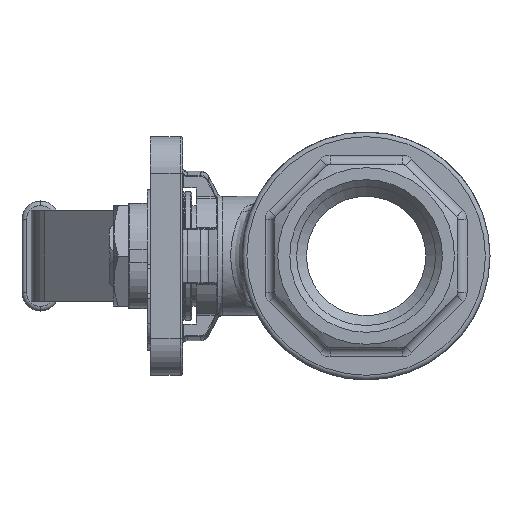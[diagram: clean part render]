
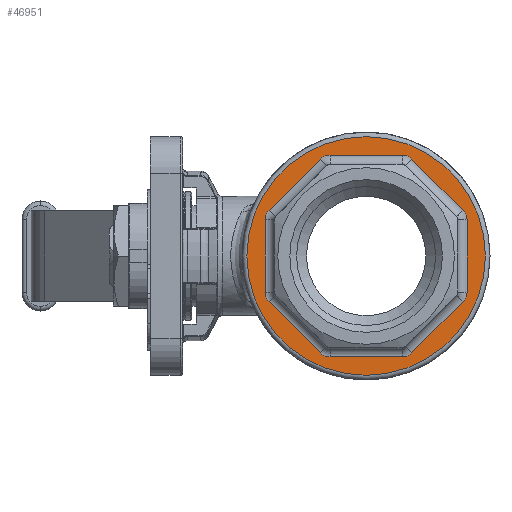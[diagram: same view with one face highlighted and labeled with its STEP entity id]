
A CAD part, left-side view. The second image highlights one B-rep face of the part: STEP entity #46951.
In plain terms, the highlighted planar face has unit normal (-1, 0, 0).
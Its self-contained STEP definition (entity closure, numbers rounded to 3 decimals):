
#14 = AXIS2_PLACEMENT_3D ( 'NONE', #42336, #42338, #42340 ) ;
#35 = AXIS2_PLACEMENT_3D ( 'NONE', #11336, #11337, #11338 ) ;
#299 = CIRCLE ( 'NONE', #3409, 3. ) ;
#660 = CIRCLE ( 'NONE', #3357, 3. ) ;
#2949 = CARTESIAN_POINT ( 'NONE',  ( -24.5, 7.87, 19. ) ) ;
#2950 = DIRECTION ( 'NONE',  ( 1., 0., 0. ) ) ;
#2952 = DIRECTION ( 'NONE',  ( 0., 0., -1. ) ) ;
#3357 = AXIS2_PLACEMENT_3D ( 'NONE', #42644, #42277, #42502 ) ;
#3409 = AXIS2_PLACEMENT_3D ( 'NONE', #35827, #35663, #35018 ) ;
#6248 = EDGE_LOOP ( 'NONE', ( #43142, #43277, #43211, #43429, #43192, #43146, #43052, #43284, #42996, #43574, #43346, #43335, #42941, #43190, #43350, #42990 ) ) ;
#6252 = EDGE_LOOP ( 'NONE', ( #43552 ) ) ;
#6577 = VERTEX_POINT ( 'NONE', #47927 ) ;
#6580 = VERTEX_POINT ( 'NONE', #47930 ) ;
#6582 = VERTEX_POINT ( 'NONE', #47933 ) ;
#6589 = VERTEX_POINT ( 'NONE', #47947 ) ;
#6590 = VERTEX_POINT ( 'NONE', #47949 ) ;
#6593 = VERTEX_POINT ( 'NONE', #47954 ) ;
#6596 = VERTEX_POINT ( 'NONE', #47958 ) ;
#6598 = VERTEX_POINT ( 'NONE', #47961 ) ;
#6599 = VERTEX_POINT ( 'NONE', #47963 ) ;
#6618 = VERTEX_POINT ( 'NONE', #47997 ) ;
#6619 = VERTEX_POINT ( 'NONE', #47999 ) ;
#6630 = VERTEX_POINT ( 'NONE', #48021 ) ;
#6637 = VERTEX_POINT ( 'NONE', #48033 ) ;
#6653 = VERTEX_POINT ( 'NONE', #48063 ) ;
#6661 = VERTEX_POINT ( 'NONE', #48075 ) ;
#6817 = VERTEX_POINT ( 'NONE', #30568 ) ;
#7154 = CIRCLE ( 'NONE', #14, 3. ) ;
#7194 = CIRCLE ( 'NONE', #41172, 3. ) ;
#7205 = VECTOR ( 'NONE', #42078, 1000. ) ;
#7206 = LINE ( 'NONE', #42077, #7205 ) ;
#7243 = VECTOR ( 'NONE', #41568, 1000. ) ;
#7244 = LINE ( 'NONE', #41567, #7243 ) ;
#9360 = CIRCLE ( 'NONE', #40459, 3. ) ;
#9978 = VERTEX_POINT ( 'NONE', #21209 ) ;
#11335 = PLANE ( 'NONE',  #35 ) ;
#11336 = CARTESIAN_POINT ( 'NONE',  ( -24.5, 27., 0. ) ) ;
#11337 = DIRECTION ( 'NONE',  ( 1., 0., 0. ) ) ;
#11338 = DIRECTION ( 'NONE',  ( 0., 0., -1. ) ) ;
#13394 = EDGE_CURVE ( 'NONE', #6653, #6590, #9360, .T. ) ;
#13491 = EDGE_CURVE ( 'NONE', #6589, #6598, #15217, .T. ) ;
#13493 = EDGE_CURVE ( 'NONE', #9978, #9978, #14419, .T. ) ;
#13937 = EDGE_CURVE ( 'NONE', #6582, #6618, #660, .T. ) ;
#13962 = EDGE_CURVE ( 'NONE', #6661, #6630, #299, .T. ) ;
#14021 = EDGE_CURVE ( 'NONE', #6618, #6577, #7244, .T. ) ;
#14031 = EDGE_CURVE ( 'NONE', #6596, #6637, #19350, .T. ) ;
#14047 = EDGE_CURVE ( 'NONE', #6599, #6619, #19469, .T. ) ;
#14078 = EDGE_CURVE ( 'NONE', #6817, #6596, #19471, .T. ) ;
#14115 = EDGE_CURVE ( 'NONE', #6630, #6653, #7206, .T. ) ;
#14123 = EDGE_CURVE ( 'NONE', #6577, #6580, #7194, .T. ) ;
#14135 = EDGE_CURVE ( 'NONE', #6637, #6599, #36065, .T. ) ;
#14155 = EDGE_CURVE ( 'NONE', #6593, #6817, #7154, .T. ) ;
#14299 = EDGE_CURVE ( 'NONE', #6619, #6582, #27947, .T. ) ;
#14313 = EDGE_CURVE ( 'NONE', #6590, #6589, #24743, .T. ) ;
#14325 = EDGE_CURVE ( 'NONE', #6580, #6661, #23669, .T. ) ;
#14332 = EDGE_CURVE ( 'NONE', #6598, #6593, #23789, .T. ) ;
#14419 = CIRCLE ( 'NONE', #30603, 26. ) ;
#14461 = FACE_OUTER_BOUND ( 'NONE', #6252, .T. ) ;
#14676 = FACE_BOUND ( 'NONE', #6248, .T. ) ;
#15217 = CIRCLE ( 'NONE', #30615, 3. ) ;
#19350 = CIRCLE ( 'NONE', #41115, 3. ) ;
#19469 = CIRCLE ( 'NONE', #41134, 3. ) ;
#19471 = LINE ( 'NONE', #41876, #19649 ) ;
#19649 = VECTOR ( 'NONE', #41877, 1000. ) ;
#21209 = CARTESIAN_POINT ( 'NONE',  ( -24.5, 0., -26. ) ) ;
#22624 = DIRECTION ( 'NONE',  ( 0., 0.707, -0.707 ) ) ;
#22625 = CARTESIAN_POINT ( 'NONE',  ( -24.5, -2.056, -29.056 ) ) ;
#23669 = LINE ( 'NONE', #29482, #23670 ) ;
#23670 = VECTOR ( 'NONE', #29474, 1000. ) ;
#23789 = LINE ( 'NONE', #29095, #23790 ) ;
#23790 = VECTOR ( 'NONE', #29605, 1000. ) ;
#24741 = VECTOR ( 'NONE', #29877, 1000. ) ;
#24743 = LINE ( 'NONE', #29121, #24741 ) ;
#27947 = LINE ( 'NONE', #22625, #27957 ) ;
#27957 = VECTOR ( 'NONE', #22624, 1000. ) ;
#29095 = CARTESIAN_POINT ( 'NONE',  ( -24.5, 27., 22. ) ) ;
#29121 = CARTESIAN_POINT ( 'NONE',  ( -24.5, 29.056, 2.056 ) ) ;
#29474 = DIRECTION ( 'NONE',  ( 0., 0.707, 0.707 ) ) ;
#29482 = CARTESIAN_POINT ( 'NONE',  ( -24.5, 29.056, -2.056 ) ) ;
#29605 = DIRECTION ( 'NONE',  ( 0., -1., 0. ) ) ;
#29877 = DIRECTION ( 'NONE',  ( 0., -0.707, 0.707 ) ) ;
#30568 = CARTESIAN_POINT ( 'NONE',  ( -24.5, -9.991, 21.121 ) ) ;
#30603 = AXIS2_PLACEMENT_3D ( 'NONE', #51461, #51694, #51781 ) ;
#30615 = AXIS2_PLACEMENT_3D ( 'NONE', #2949, #2950, #2952 ) ;
#30690 = DIRECTION ( 'NONE',  ( 0., 0., -1. ) ) ;
#30782 = DIRECTION ( 'NONE',  ( 1., 0., 0. ) ) ;
#30899 = CARTESIAN_POINT ( 'NONE',  ( -24.5, 19., 7.87 ) ) ;
#35018 = DIRECTION ( 'NONE',  ( 0., 0., -1. ) ) ;
#35663 = DIRECTION ( 'NONE',  ( 1., 0., 0. ) ) ;
#35827 = CARTESIAN_POINT ( 'NONE',  ( -24.5, 19., -7.87 ) ) ;
#36004 = VECTOR ( 'NONE', #42181, 1000. ) ;
#36065 = LINE ( 'NONE', #42180, #36004 ) ;
#40459 = AXIS2_PLACEMENT_3D ( 'NONE', #30899, #30782, #30690 ) ;
#41115 = AXIS2_PLACEMENT_3D ( 'NONE', #41597, #41598, #41599 ) ;
#41134 = AXIS2_PLACEMENT_3D ( 'NONE', #41704, #41705, #41706 ) ;
#41172 = AXIS2_PLACEMENT_3D ( 'NONE', #42100, #42101, #42102 ) ;
#41567 = CARTESIAN_POINT ( 'NONE',  ( -24.5, 27., -22. ) ) ;
#41568 = DIRECTION ( 'NONE',  ( 0., 1., 0. ) ) ;
#41597 = CARTESIAN_POINT ( 'NONE',  ( -24.5, -19., 7.87 ) ) ;
#41598 = DIRECTION ( 'NONE',  ( 1., 0., 0. ) ) ;
#41599 = DIRECTION ( 'NONE',  ( 0., 0., -1. ) ) ;
#41704 = CARTESIAN_POINT ( 'NONE',  ( -24.5, -19., -7.87 ) ) ;
#41705 = DIRECTION ( 'NONE',  ( 1., 0., 0. ) ) ;
#41706 = DIRECTION ( 'NONE',  ( 0., 0., -1. ) ) ;
#41876 = CARTESIAN_POINT ( 'NONE',  ( -24.5, -2.056, 29.056 ) ) ;
#41877 = DIRECTION ( 'NONE',  ( 0., -0.707, -0.707 ) ) ;
#42077 = CARTESIAN_POINT ( 'NONE',  ( -24.5, 22., 0. ) ) ;
#42078 = DIRECTION ( 'NONE',  ( 0., 0., 1. ) ) ;
#42100 = CARTESIAN_POINT ( 'NONE',  ( -24.5, 7.87, -19. ) ) ;
#42101 = DIRECTION ( 'NONE',  ( 1., 0., 0. ) ) ;
#42102 = DIRECTION ( 'NONE',  ( 0., 0., -1. ) ) ;
#42180 = CARTESIAN_POINT ( 'NONE',  ( -24.5, -22., 0. ) ) ;
#42181 = DIRECTION ( 'NONE',  ( 0., 0., -1. ) ) ;
#42277 = DIRECTION ( 'NONE',  ( 1., 0., 0. ) ) ;
#42336 = CARTESIAN_POINT ( 'NONE',  ( -24.5, -7.87, 19. ) ) ;
#42338 = DIRECTION ( 'NONE',  ( 1., 0., 0. ) ) ;
#42340 = DIRECTION ( 'NONE',  ( 0., 0., -1. ) ) ;
#42502 = DIRECTION ( 'NONE',  ( 0., 0., -1. ) ) ;
#42644 = CARTESIAN_POINT ( 'NONE',  ( -24.5, -7.87, -19. ) ) ;
#42941 = ORIENTED_EDGE ( 'NONE', *, *, #14115, .T. ) ;
#42990 = ORIENTED_EDGE ( 'NONE', *, *, #13491, .T. ) ;
#42996 = ORIENTED_EDGE ( 'NONE', *, *, #14021, .T. ) ;
#43052 = ORIENTED_EDGE ( 'NONE', *, *, #14299, .T. ) ;
#43142 = ORIENTED_EDGE ( 'NONE', *, *, #14332, .T. ) ;
#43146 = ORIENTED_EDGE ( 'NONE', *, *, #14047, .T. ) ;
#43190 = ORIENTED_EDGE ( 'NONE', *, *, #13394, .T. ) ;
#43192 = ORIENTED_EDGE ( 'NONE', *, *, #14135, .T. ) ;
#43211 = ORIENTED_EDGE ( 'NONE', *, *, #14078, .T. ) ;
#43277 = ORIENTED_EDGE ( 'NONE', *, *, #14155, .T. ) ;
#43284 = ORIENTED_EDGE ( 'NONE', *, *, #13937, .T. ) ;
#43335 = ORIENTED_EDGE ( 'NONE', *, *, #13962, .T. ) ;
#43346 = ORIENTED_EDGE ( 'NONE', *, *, #14325, .T. ) ;
#43350 = ORIENTED_EDGE ( 'NONE', *, *, #14313, .T. ) ;
#43429 = ORIENTED_EDGE ( 'NONE', *, *, #14031, .T. ) ;
#43552 = ORIENTED_EDGE ( 'NONE', *, *, #13493, .T. ) ;
#43574 = ORIENTED_EDGE ( 'NONE', *, *, #14123, .T. ) ;
#46951 = ADVANCED_FACE ( 'NONE', ( #14676, #14461 ), #11335, .F. ) ;
#47927 = CARTESIAN_POINT ( 'NONE',  ( -24.5, 7.87, -22. ) ) ;
#47930 = CARTESIAN_POINT ( 'NONE',  ( -24.5, 9.991, -21.121 ) ) ;
#47933 = CARTESIAN_POINT ( 'NONE',  ( -24.5, -9.991, -21.121 ) ) ;
#47947 = CARTESIAN_POINT ( 'NONE',  ( -24.5, 9.991, 21.121 ) ) ;
#47949 = CARTESIAN_POINT ( 'NONE',  ( -24.5, 21.121, 9.991 ) ) ;
#47954 = CARTESIAN_POINT ( 'NONE',  ( -24.5, -7.87, 22. ) ) ;
#47958 = CARTESIAN_POINT ( 'NONE',  ( -24.5, -21.121, 9.991 ) ) ;
#47961 = CARTESIAN_POINT ( 'NONE',  ( -24.5, 7.87, 22. ) ) ;
#47963 = CARTESIAN_POINT ( 'NONE',  ( -24.5, -22., -7.87 ) ) ;
#47997 = CARTESIAN_POINT ( 'NONE',  ( -24.5, -7.87, -22. ) ) ;
#47999 = CARTESIAN_POINT ( 'NONE',  ( -24.5, -21.121, -9.991 ) ) ;
#48021 = CARTESIAN_POINT ( 'NONE',  ( -24.5, 22., -7.87 ) ) ;
#48033 = CARTESIAN_POINT ( 'NONE',  ( -24.5, -22., 7.87 ) ) ;
#48063 = CARTESIAN_POINT ( 'NONE',  ( -24.5, 22., 7.87 ) ) ;
#48075 = CARTESIAN_POINT ( 'NONE',  ( -24.5, 21.121, -9.991 ) ) ;
#51461 = CARTESIAN_POINT ( 'NONE',  ( -24.5, 0., 0. ) ) ;
#51694 = DIRECTION ( 'NONE',  ( -1., 0., 0. ) ) ;
#51781 = DIRECTION ( 'NONE',  ( 0., 0., -1. ) ) ;
